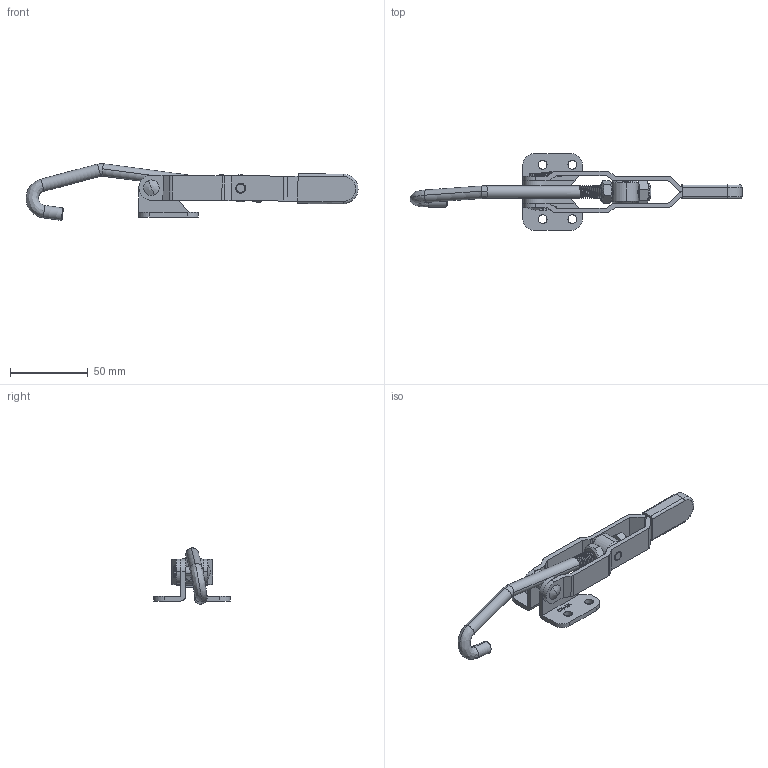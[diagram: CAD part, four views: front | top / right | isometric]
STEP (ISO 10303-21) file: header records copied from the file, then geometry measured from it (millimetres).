
FILE_DESCRIPTION (( 'STEP AP203' ), '1' );
FILE_NAME ('CH-451.STEP', '2017-11-29T01:18:16', ( 'Windows' ), ( 'Microsoft' ), 'SwSTEP 2.0', 'SolidWorks 2015', '' );
FILE_SCHEMA (( 'CONFIG_CONTROL_DESIGN' ));
Length unit declared in the file: millimetre
Products named in the file (8): CH-451-04 ROTOR; CH-451-06; M8 LOCK NUT; M8 NUT; CH-451-HOOK; CH-451-01 BASE; CH-451; CH-451-03 HANDLE
Assembly tree (7 placements, depth 2):
  CH-451
    CH-451-01 BASE
    CH-451-03 HANDLE
    CH-451-04 ROTOR
    CH-451-06
    M8 LOCK NUT
    M8 NUT
    CH-451-HOOK
Bounding box: 212.86 x 49.2 x 36.29 mm (x, y, z)
Volume: 35896.1 mm3; surface area: 25044.2 mm2
Topology: 8 solids, 8 shells, 588 faces, 1595 edges, 1048 vertices
Faces by surface type: plane 222, cylinder 170, bspline 161, cone 25, torus 10
Entity records: 29523 total; most frequent: CARTESIAN_POINT 15405, ORIENTED_EDGE 3182, DIRECTION 2122, EDGE_CURVE 1591, VERTEX_POINT 1048, VECTOR 852, LINE 852, EDGE_LOOP 643
